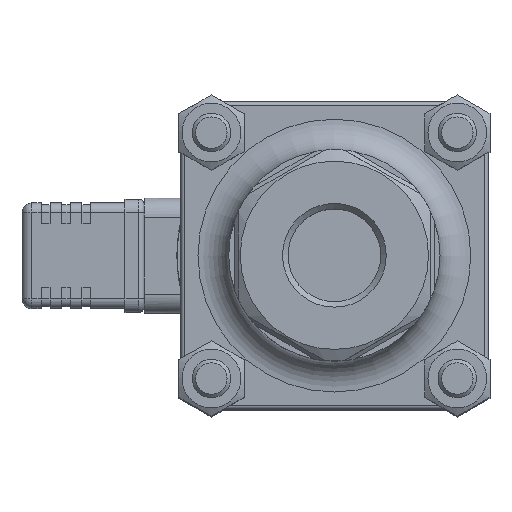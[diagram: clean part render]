
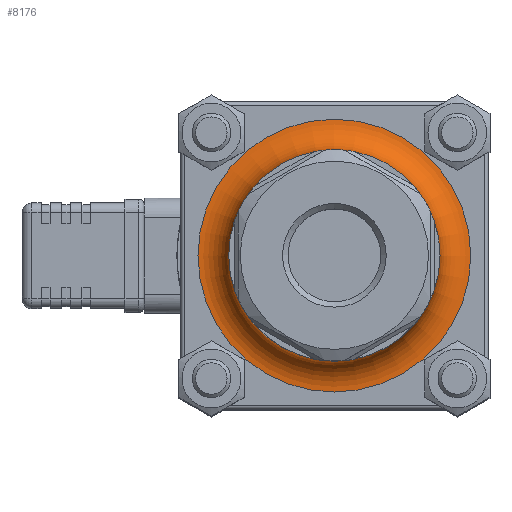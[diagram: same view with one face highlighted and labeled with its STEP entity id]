
A CAD part, top view. The second image highlights one B-rep face of the part: STEP entity #8176.
In plain terms, the highlighted toroidal (fillet/blend) face has major radius 35.5 mm and minor radius 8 mm.
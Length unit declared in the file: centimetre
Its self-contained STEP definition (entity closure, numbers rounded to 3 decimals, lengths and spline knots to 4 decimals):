
#257=TOROIDAL_SURFACE('',#8719,3.55,0.8);
#303=FACE_BOUND('',#3105,.T.);
#2083=CIRCLE('',#8718,3.55);
#2084=CIRCLE('',#8720,2.75);
#2631=FACE_OUTER_BOUND('',#3104,.T.);
#3104=EDGE_LOOP('',(#5858));
#3105=EDGE_LOOP('',(#5859));
#3869=VERTEX_POINT('',#11712);
#3870=VERTEX_POINT('',#11715);
#4666=EDGE_CURVE('',#3869,#3869,#2083,.T.);
#4667=EDGE_CURVE('',#3870,#3870,#2084,.T.);
#5858=ORIENTED_EDGE('',*,*,#4667,.T.);
#5859=ORIENTED_EDGE('',*,*,#4666,.T.);
#8176=ADVANCED_FACE('',(#2631,#303),#257,.F.);
#8718=AXIS2_PLACEMENT_3D('',#11713,#9599,#9600);
#8719=AXIS2_PLACEMENT_3D('',#11714,#9601,#9602);
#8720=AXIS2_PLACEMENT_3D('',#11716,#9603,#9604);
#9599=DIRECTION('center_axis',(0.,0.,1.));
#9600=DIRECTION('ref_axis',(0.,1.,0.));
#9601=DIRECTION('center_axis',(0.,0.,-1.));
#9602=DIRECTION('ref_axis',(-1.,0.,0.));
#9603=DIRECTION('center_axis',(0.,0.,-1.));
#9604=DIRECTION('ref_axis',(0.,1.,0.));
#11712=CARTESIAN_POINT('',(0.,-3.55,1.18));
#11713=CARTESIAN_POINT('Origin',(0.,0.,1.18));
#11714=CARTESIAN_POINT('Origin',(0.,0.,1.98));
#11715=CARTESIAN_POINT('',(0.,-2.75,1.98));
#11716=CARTESIAN_POINT('Origin',(0.,0.,1.98));
